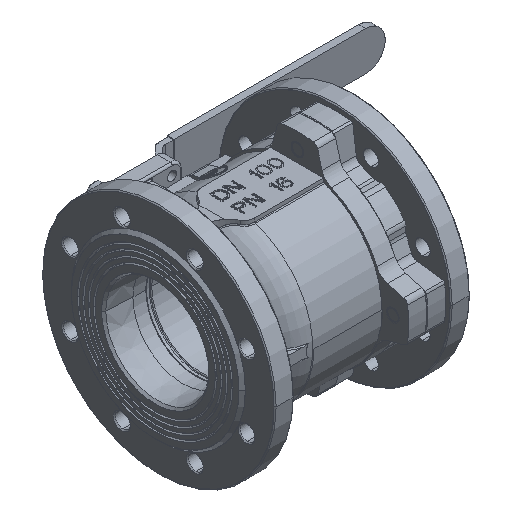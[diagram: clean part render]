
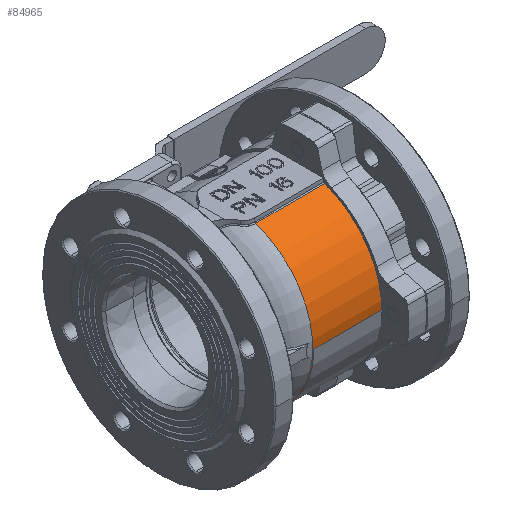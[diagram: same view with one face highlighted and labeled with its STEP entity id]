
A CAD part, isometric view. The second image highlights one B-rep face of the part: STEP entity #84965.
In plain terms, the highlighted cylindrical face has radius 79.5 mm (diameter 159 mm), a partial arc.
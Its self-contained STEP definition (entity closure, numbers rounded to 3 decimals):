
#476=LINE('',#146918,#11600);
#477=LINE('',#146923,#11601);
#11600=VECTOR('',#121375,1000.);
#11601=VECTOR('',#121378,1000.);
#24985=CIRCLE('',#115190,79.5);
#24986=CIRCLE('',#115191,79.5);
#27087=CYLINDRICAL_SURFACE('',#115189,79.5);
#28888=ORIENTED_EDGE('',*,*,#44752,.T.);
#28889=ORIENTED_EDGE('',*,*,#44753,.T.);
#28890=ORIENTED_EDGE('',*,*,#44754,.T.);
#28891=ORIENTED_EDGE('',*,*,#44755,.T.);
#44752=EDGE_CURVE('',#60431,#60432,#476,.T.);
#44753=EDGE_CURVE('',#60432,#60433,#24985,.T.);
#44754=EDGE_CURVE('',#60433,#60434,#477,.F.);
#44755=EDGE_CURVE('',#60434,#60431,#24986,.F.);
#60431=VERTEX_POINT('',#146919);
#60432=VERTEX_POINT('',#146920);
#60433=VERTEX_POINT('',#146922);
#60434=VERTEX_POINT('',#146924);
#77966=EDGE_LOOP('',(#28888,#28889,#28890,#28891));
#81503=FACE_BOUND('',#77966,.T.);
#84965=ADVANCED_FACE('',(#81503),#27087,.F.);
#115189=AXIS2_PLACEMENT_3D('',#146917,#121373,#121374);
#115190=AXIS2_PLACEMENT_3D('',#146921,#121376,#121377);
#115191=AXIS2_PLACEMENT_3D('',#146925,#121379,#121380);
#121373=DIRECTION('',(-1.,0.,0.));
#121374=DIRECTION('',(0.,0.,1.));
#121375=DIRECTION('',(-1.,0.,0.));
#121376=DIRECTION('',(-1.,0.,0.));
#121377=DIRECTION('',(0.,0.,1.));
#121378=DIRECTION('',(-1.,0.,0.));
#121379=DIRECTION('',(-1.,0.,0.));
#121380=DIRECTION('',(0.,0.,1.));
#146917=CARTESIAN_POINT('',(27.801,0.,0.));
#146918=CARTESIAN_POINT('',(27.801,-25.677,-75.239));
#146919=CARTESIAN_POINT('',(40.,-25.677,-75.239));
#146920=CARTESIAN_POINT('',(-24.886,-25.677,-75.239));
#146921=CARTESIAN_POINT('',(-24.886,0.,0.));
#146922=CARTESIAN_POINT('',(-24.886,-25.677,75.239));
#146923=CARTESIAN_POINT('',(27.801,-25.677,75.239));
#146924=CARTESIAN_POINT('',(40.,-25.677,75.239));
#146925=CARTESIAN_POINT('',(40.,0.,0.));
